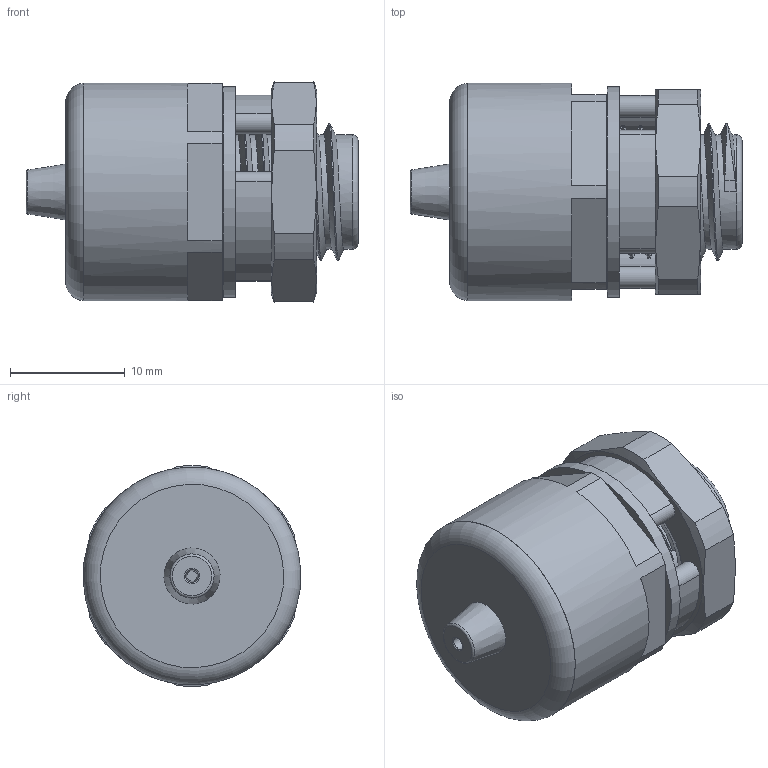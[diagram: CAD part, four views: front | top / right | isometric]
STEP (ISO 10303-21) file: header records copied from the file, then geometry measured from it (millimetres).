
FILE_DESCRIPTION(/* description */ ('','CAx-IF Rec.Pracs.---Representation and Presentation of Product Manufacturing Information (PMI)---3.8---2014-02-18'),/* implementation_level */ '2;1');
FILE_NAME(/* name */ '11088512DP-RST.stp',/* time_stamp */ '2023-11-16T10:43:29+01:00',/* author */ ('sl'),/* organization */ (''),/* preprocessor_version */ 'ST-DEVELOPER v16.5',/* originating_system */ 'Autodesk Inventor 2017',/* authorisation */ '');
FILE_SCHEMA (('AP242_MANAGED_MODEL_BASED_3D_ENGINEERING_MIM_LF { 1 0 10303 442 1 1 4 }'));
Length unit declared in the file: millimetre
Products named in the file (7): DAE-01-BG-0001-M12x1,5; M12x1,5; DAE-M12x1,5; DAE-01-BT-0002-M12x1,5; M12x1,5_1; M12x1,5_2; M12x1,5_3
Assembly tree (6 placements, depth 2):
  DAE-01-BG-0001-M12x1,5
    M12x1,5
    DAE-M12x1,5
    DAE-01-BT-0002-M12x1,5
    M12x1,5_1
    M12x1,5_2
    M12x1,5_3
Bounding box: 28.97 x 19 x 19.25 mm (x, y, z)
Volume: 3288.9 mm3; surface area: 5812.2 mm2
Topology: 6 solids, 6 shells, 268 faces, 744 edges, 488 vertices
Faces by surface type: cylinder 119, plane 89, bspline 35, torus 17, sphere 4, cone 4
Full cylindrical faces by diameter (mm): 1.96 x1, 4.07 x1, 4.4 x1, 6.07 x1, 6.26 x1, 8.12 x1, 8.14 x1, 9.9 x1, 9.97 x1, 10.52 x1, 12.15 x1, 13.28 x1, 14.94 x1, 15 x1, 15.75 x1, 16.35 x1, 16.9 x1, 17.95 x1, 18.37 x1, 19 x1
Entity records: 11161 total; most frequent: CARTESIAN_POINT 4380, ORIENTED_EDGE 1396, DIRECTION 1270, EDGE_CURVE 698, AXIS2_PLACEMENT_3D 500, VERTEX_POINT 478, EDGE_LOOP 332, LINE 270
